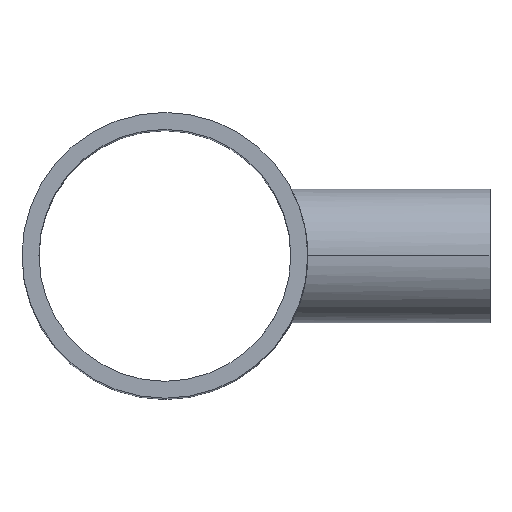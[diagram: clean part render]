
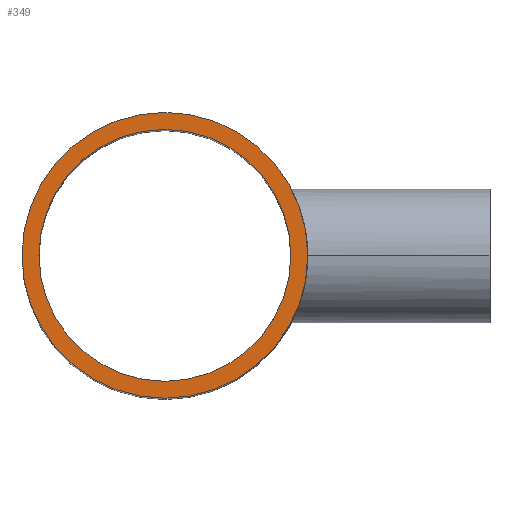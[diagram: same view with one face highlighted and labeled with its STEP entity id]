
A CAD part, top view. The second image highlights one B-rep face of the part: STEP entity #349.
In plain terms, the highlighted planar face has unit normal (0, 0, 1).
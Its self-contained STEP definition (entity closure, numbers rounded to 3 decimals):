
#17 = AXIS2_PLACEMENT_3D ( 'NONE', #377, #236, #437 ) ;
#24 = VERTEX_POINT ( 'NONE', #126 ) ;
#34 = VERTEX_POINT ( 'NONE', #355 ) ;
#46 = CARTESIAN_POINT ( 'NONE',  ( 70.5, 0., 208.5 ) ) ;
#117 = PLANE ( 'NONE',  #664 ) ;
#126 = CARTESIAN_POINT ( 'NONE',  ( 80., 0., 208.5 ) ) ;
#129 = CARTESIAN_POINT ( 'NONE',  ( -70.5, 0., 208.5 ) ) ;
#170 = VERTEX_POINT ( 'NONE', #46 ) ;
#171 = DIRECTION ( 'NONE',  ( 0., 0., 1. ) ) ;
#175 = DIRECTION ( 'NONE',  ( 1., 0., 0. ) ) ;
#177 = DIRECTION ( 'NONE',  ( 1., 0., 0. ) ) ;
#180 = DIRECTION ( 'NONE',  ( 0., 0., 1. ) ) ;
#217 = EDGE_LOOP ( 'NONE', ( #327, #477 ) ) ;
#224 = EDGE_LOOP ( 'NONE', ( #633, #472 ) ) ;
#236 = DIRECTION ( 'NONE',  ( 0., 0., 1. ) ) ;
#259 = EDGE_CURVE ( 'NONE', #24, #34, #576, .T. ) ;
#274 = DIRECTION ( 'NONE',  ( 0., 0., 1. ) ) ;
#275 = VERTEX_POINT ( 'NONE', #129 ) ;
#278 = EDGE_CURVE ( 'NONE', #170, #275, #564, .T. ) ;
#280 = CIRCLE ( 'NONE', #468, 70.5 ) ;
#286 = CARTESIAN_POINT ( 'NONE',  ( 0., 0., 208.5 ) ) ;
#322 = EDGE_CURVE ( 'NONE', #34, #24, #478, .T. ) ;
#327 = ORIENTED_EDGE ( 'NONE', *, *, #423, .F. ) ;
#334 = CARTESIAN_POINT ( 'NONE',  ( 0., 0., 208.5 ) ) ;
#349 = ADVANCED_FACE ( 'NONE', ( #587, #638 ), #117, .T. ) ;
#355 = CARTESIAN_POINT ( 'NONE',  ( -80., 0., 208.5 ) ) ;
#357 = AXIS2_PLACEMENT_3D ( 'NONE', #334, #648, #175 ) ;
#377 = CARTESIAN_POINT ( 'NONE',  ( 0., 0., 208.5 ) ) ;
#381 = AXIS2_PLACEMENT_3D ( 'NONE', #286, #171, #592 ) ;
#389 = CARTESIAN_POINT ( 'NONE',  ( 0., 0., 208.5 ) ) ;
#423 = EDGE_CURVE ( 'NONE', #275, #170, #280, .T. ) ;
#433 = DIRECTION ( 'NONE',  ( 1., 0., 0. ) ) ;
#437 = DIRECTION ( 'NONE',  ( 1., 0., 0. ) ) ;
#468 = AXIS2_PLACEMENT_3D ( 'NONE', #481, #180, #177 ) ;
#472 = ORIENTED_EDGE ( 'NONE', *, *, #259, .T. ) ;
#477 = ORIENTED_EDGE ( 'NONE', *, *, #278, .F. ) ;
#478 = CIRCLE ( 'NONE', #381, 80. ) ;
#481 = CARTESIAN_POINT ( 'NONE',  ( 0., 0., 208.5 ) ) ;
#564 = CIRCLE ( 'NONE', #17, 70.5 ) ;
#576 = CIRCLE ( 'NONE', #357, 80. ) ;
#587 = FACE_OUTER_BOUND ( 'NONE', #224, .T. ) ;
#592 = DIRECTION ( 'NONE',  ( 1., 0., 0. ) ) ;
#633 = ORIENTED_EDGE ( 'NONE', *, *, #322, .T. ) ;
#638 = FACE_BOUND ( 'NONE', #217, .T. ) ;
#648 = DIRECTION ( 'NONE',  ( 0., 0., 1. ) ) ;
#664 = AXIS2_PLACEMENT_3D ( 'NONE', #389, #274, #433 ) ;
